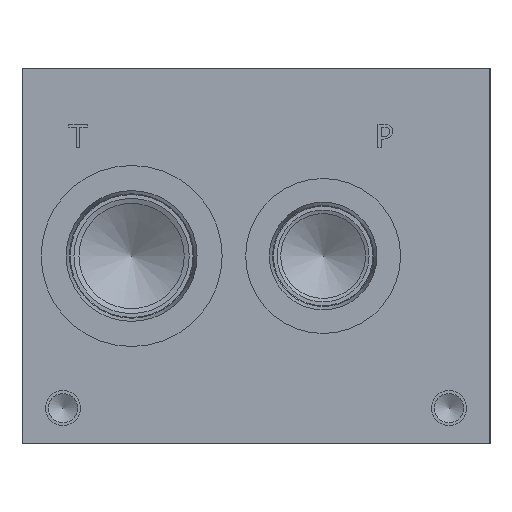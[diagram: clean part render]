
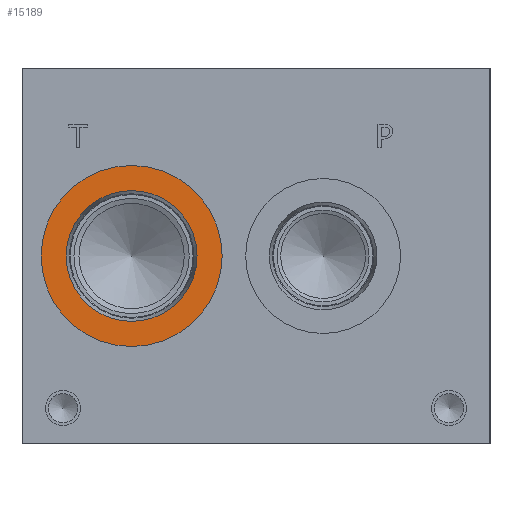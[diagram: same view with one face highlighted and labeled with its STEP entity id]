
A CAD part, left-side view. The second image highlights one B-rep face of the part: STEP entity #15189.
In plain terms, the highlighted planar face has unit normal (-1, 0, 0).
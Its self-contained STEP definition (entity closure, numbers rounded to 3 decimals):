
#556=CIRCLE('',#15962,24.562);
#557=CIRCLE('',#15963,24.562);
#558=CIRCLE('',#15965,17.755);
#559=CIRCLE('',#15966,17.755);
#1275=FACE_BOUND('',#2851,.T.);
#1971=FACE_OUTER_BOUND('',#2850,.T.);
#2850=EDGE_LOOP('',(#12823,#12824));
#2851=EDGE_LOOP('',(#12825,#12826));
#6919=VERTEX_POINT('',#25866);
#6920=VERTEX_POINT('',#25868);
#6921=VERTEX_POINT('',#25872);
#6922=VERTEX_POINT('',#25873);
#8961=EDGE_CURVE('',#6919,#6920,#556,.T.);
#8962=EDGE_CURVE('',#6920,#6919,#557,.T.);
#8963=EDGE_CURVE('',#6921,#6922,#558,.T.);
#8964=EDGE_CURVE('',#6922,#6921,#559,.T.);
#12823=ORIENTED_EDGE('',*,*,#8962,.F.);
#12824=ORIENTED_EDGE('',*,*,#8961,.F.);
#12825=ORIENTED_EDGE('',*,*,#8963,.T.);
#12826=ORIENTED_EDGE('',*,*,#8964,.T.);
#13967=PLANE('',#15964);
#15189=ADVANCED_FACE('',(#1971,#1275),#13967,.F.);
#15962=AXIS2_PLACEMENT_3D('',#25869,#18789,#18790);
#15963=AXIS2_PLACEMENT_3D('',#25870,#18791,#18792);
#15964=AXIS2_PLACEMENT_3D('',#25871,#18793,#18794);
#15965=AXIS2_PLACEMENT_3D('',#25874,#18795,#18796);
#15966=AXIS2_PLACEMENT_3D('',#25875,#18797,#18798);
#18789=DIRECTION('center_axis',(1.,0.,0.));
#18790=DIRECTION('ref_axis',(0.,0.,-1.));
#18791=DIRECTION('center_axis',(1.,0.,0.));
#18792=DIRECTION('ref_axis',(0.,0.,-1.));
#18793=DIRECTION('center_axis',(1.,0.,0.));
#18794=DIRECTION('ref_axis',(0.,0.,-1.));
#18795=DIRECTION('center_axis',(1.,0.,0.));
#18796=DIRECTION('ref_axis',(0.,0.,-1.));
#18797=DIRECTION('center_axis',(1.,0.,0.));
#18798=DIRECTION('ref_axis',(0.,0.,-1.));
#25866=CARTESIAN_POINT('',(0.787,97.257,26.238));
#25868=CARTESIAN_POINT('',(0.787,97.257,75.362));
#25869=CARTESIAN_POINT('Origin',(0.787,97.257,50.8));
#25870=CARTESIAN_POINT('Origin',(0.787,97.257,50.8));
#25871=CARTESIAN_POINT('Origin',(0.787,97.257,68.555));
#25872=CARTESIAN_POINT('',(0.787,97.257,68.555));
#25873=CARTESIAN_POINT('',(0.787,97.257,33.045));
#25874=CARTESIAN_POINT('Origin',(0.787,97.257,50.8));
#25875=CARTESIAN_POINT('Origin',(0.787,97.257,50.8));
